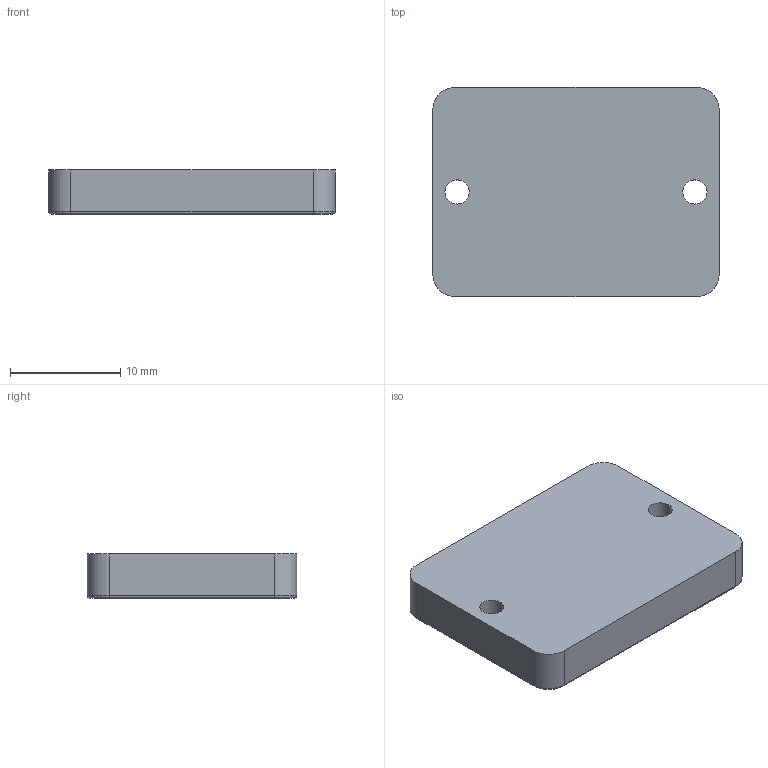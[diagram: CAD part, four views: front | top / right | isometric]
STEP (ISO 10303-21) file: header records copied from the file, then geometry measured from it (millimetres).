
FILE_DESCRIPTION (( 'STEP AP203' ), '1' );
FILE_NAME ('Customer-BB(090)P61.STEP', '2020-05-26T09:36:13', ( '' ), ( '' ), 'SwSTEP 2.0', 'SolidWorks 2018', '' );
FILE_SCHEMA (( 'CONFIG_CONTROL_DESIGN' ));
Length unit declared in the file: millimetre
Products named in the file (1): Customer-BB(090)P61
Bounding box: 26 x 19 x 4 mm (x, y, z)
Volume: 1885 mm3; surface area: 1372.3 mm2
Topology: 1 solids, 1 shells, 101 faces, 252 edges, 160 vertices
Faces by surface type: plane 43, cylinder 32, cone 14, torus 8, sphere 4
Entity records: 3070 total; most frequent: CARTESIAN_POINT 591, DIRECTION 509, ORIENTED_EDGE 496, EDGE_CURVE 248, AXIS2_PLACEMENT_3D 186, VERTEX_POINT 160, LINE 137, VECTOR 137
